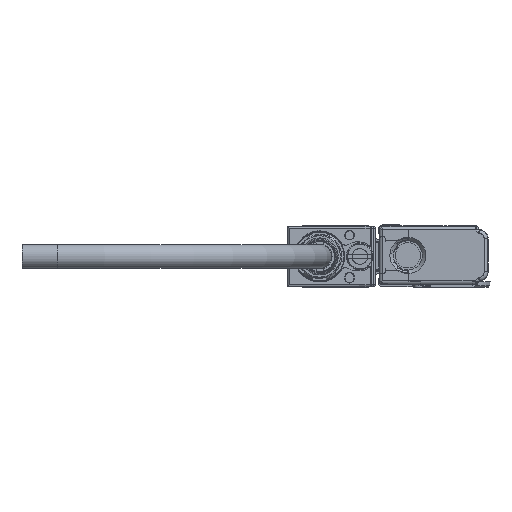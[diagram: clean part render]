
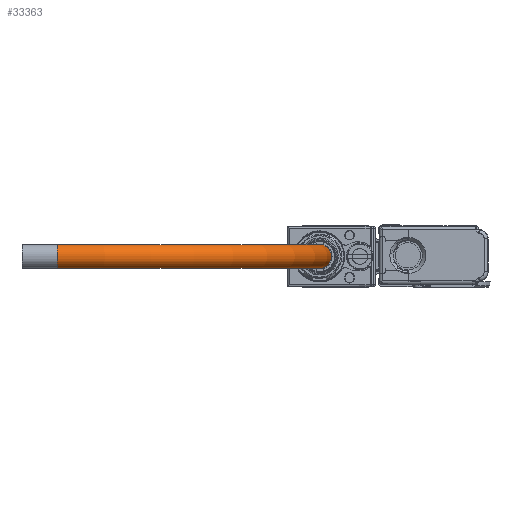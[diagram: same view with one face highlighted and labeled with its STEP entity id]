
A CAD part, left-side view. The second image highlights one B-rep face of the part: STEP entity #33363.
In plain terms, the highlighted toroidal (fillet/blend) face has major radius 75 mm and minor radius 3.4 mm.
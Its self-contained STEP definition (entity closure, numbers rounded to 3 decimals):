
#33304=AXIS2_PLACEMENT_3D('Circle Axis2P3D',#33302,#33303,$) ;
#33336=AXIS2_PLACEMENT_3D('Torus Axis2P3D',#33333,#33334,#33335) ;
#33340=AXIS2_PLACEMENT_3D('Circle Axis2P3D',#33338,#33339,$) ;
#33349=AXIS2_PLACEMENT_3D('Circle Axis2P3D',#33347,#33348,$) ;
#33354=AXIS2_PLACEMENT_3D('Circle Axis2P3D',#33352,#33353,$) ;
#33299=CARTESIAN_POINT('Vertex',(-166.5,48.2,10.6)) ;
#33302=CARTESIAN_POINT('Axis2P3D Location',(-166.5,48.2,7.2)) ;
#33306=CARTESIAN_POINT('Vertex',(-166.5,48.2,3.8)) ;
#33333=CARTESIAN_POINT('Axis2P3D Location',(-166.5,123.2,7.2)) ;
#33338=CARTESIAN_POINT('Axis2P3D Location',(-241.5,123.2,7.2)) ;
#33342=CARTESIAN_POINT('Vertex',(-241.5,123.2,10.6)) ;
#33344=CARTESIAN_POINT('Vertex',(-241.5,123.2,3.8)) ;
#33347=CARTESIAN_POINT('Axis2P3D Location',(-166.5,123.2,3.8)) ;
#33352=CARTESIAN_POINT('Axis2P3D Location',(-166.5,123.2,10.6)) ;
#33303=DIRECTION('Axis2P3D Direction',(1.,0.,0.)) ;
#33334=DIRECTION('Axis2P3D Direction',(0.,0.,-1.)) ;
#33335=DIRECTION('Axis2P3D XDirection',(0.,-1.,0.)) ;
#33339=DIRECTION('Axis2P3D Direction',(0.,-1.,0.)) ;
#33348=DIRECTION('Axis2P3D Direction',(0.,0.,-1.)) ;
#33353=DIRECTION('Axis2P3D Direction',(0.,0.,-1.)) ;
#33358=ORIENTED_EDGE('',*,*,#33346,.T.) ;
#33359=ORIENTED_EDGE('',*,*,#33351,.F.) ;
#33360=ORIENTED_EDGE('',*,*,#33308,.F.) ;
#33361=ORIENTED_EDGE('',*,*,#33356,.T.) ;
#33363=ADVANCED_FACE('\X2\FF8AFF9FFF70FF82\X0\ \X2\FF8EFF9EFF83FF9EFF68FF70\X0\',(#33362),#33337,.T.) ;
#33305=CIRCLE('generated circle',#33304,3.4) ;
#33341=CIRCLE('generated circle',#33340,3.4) ;
#33350=CIRCLE('generated circle',#33349,75.) ;
#33355=CIRCLE('generated circle',#33354,75.) ;
#33337=TOROIDAL_SURFACE('homeo Torus',#33336,75.,3.4) ;
#33308=EDGE_CURVE('',#33300,#33307,#33305,.T.) ;
#33346=EDGE_CURVE('',#33343,#33345,#33341,.T.) ;
#33351=EDGE_CURVE('',#33307,#33345,#33350,.T.) ;
#33356=EDGE_CURVE('',#33300,#33343,#33355,.T.) ;
#33357=EDGE_LOOP('',(#33358,#33359,#33360,#33361)) ;
#33362=FACE_OUTER_BOUND('',#33357,.T.) ;
#33300=VERTEX_POINT('',#33299) ;
#33307=VERTEX_POINT('',#33306) ;
#33343=VERTEX_POINT('',#33342) ;
#33345=VERTEX_POINT('',#33344) ;
